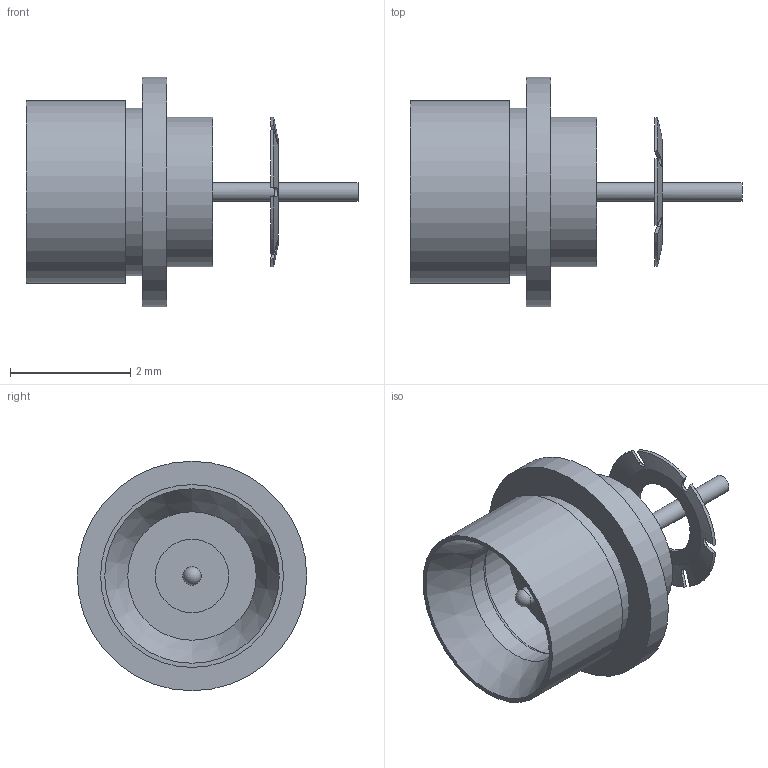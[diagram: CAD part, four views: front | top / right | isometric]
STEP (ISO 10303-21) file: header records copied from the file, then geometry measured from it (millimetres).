
FILE_DESCRIPTION (( 'STEP AP214' ), '1' );
FILE_NAME ('921-00002-X_defeature.STEP', '2024-01-08T17:03:56', ( '' ), ( '' ), 'SwSTEP 2.0', 'SolidWorks 2020', '' );
FILE_SCHEMA (( 'AUTOMOTIVE_DESIGN' ));
Length unit declared in the file: inch
Products named in the file (1): 921-00002-X_defeature
Bounding box: 5.51 x 3.81 x 3.81 mm (x, y, z)
Volume: 15.4 mm3; surface area: 75.1 mm2
Topology: 2 solids, 2 shells, 52 faces, 126 edges, 83 vertices
Faces by surface type: plane 22, cylinder 16, cone 12, sphere 1, torus 1
Full cylindrical faces by diameter (mm): 0.305 x2, 1.219 x1, 1.232 x1, 2.134 x1, 2.21 x1, 2.489 x1, 2.781 x1, 3.035 x1, 3.81 x1
Entity records: 2385 total; most frequent: CARTESIAN_POINT 687, ORIENTED_EDGE 192, DIRECTION 186, EDGE_CURVE 96, AXIS2_PLACEMENT_3D 87, EDGE_LOOP 74, VERTEX_POINT 72, FACE_OUTER_BOUND 61
